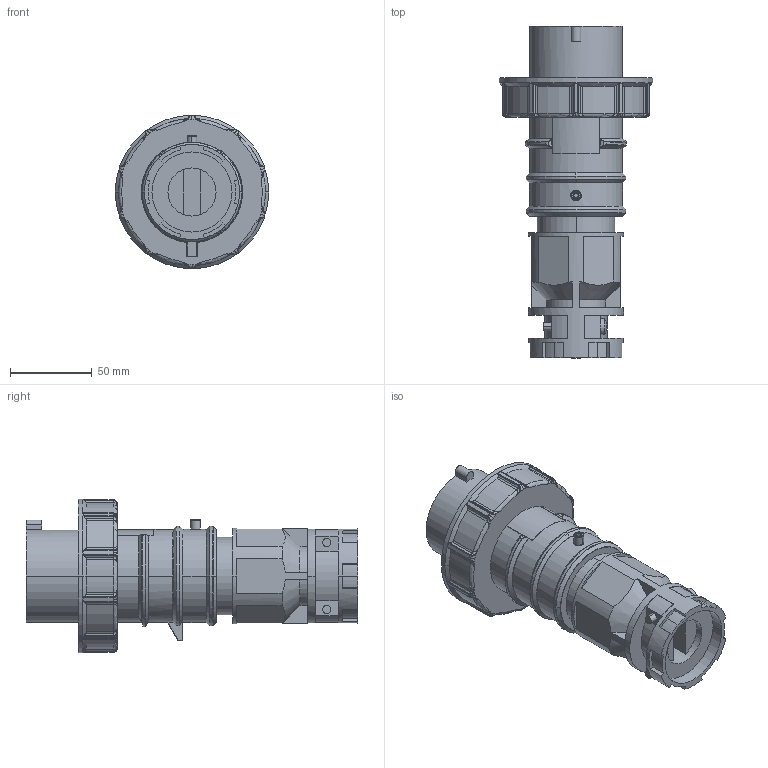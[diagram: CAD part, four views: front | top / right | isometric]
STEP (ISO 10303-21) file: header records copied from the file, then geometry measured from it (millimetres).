
FILE_DESCRIPTION (( 'STEP AP203' ), '1' );
FILE_NAME ('BRY330P4W.step', '2022-08-17T20:03:24', ( '' ), ( '' ), 'SwSTEP 2.0', 'SolidWorks 2021', '' );
FILE_SCHEMA (( 'CONFIG_CONTROL_DESIGN' ));
Length unit declared in the file: millimetre
Products named in the file (1): BRY330P4W
Bounding box: 94 x 203.23 x 94 mm (x, y, z)
Volume: 402250.9 mm3; surface area: 100313.9 mm2
Topology: 6 solids, 6 shells, 804 faces, 2136 edges, 1334 vertices
Faces by surface type: cylinder 276, plane 237, torus 106, bspline 99, cone 66, sphere 20
Entity records: 28457 total; most frequent: CARTESIAN_POINT 9562, ORIENTED_EDGE 4224, DIRECTION 3630, EDGE_CURVE 2112, AXIS2_PLACEMENT_3D 1434, VERTEX_POINT 1334, EDGE_LOOP 836, ADVANCED_FACE 804
